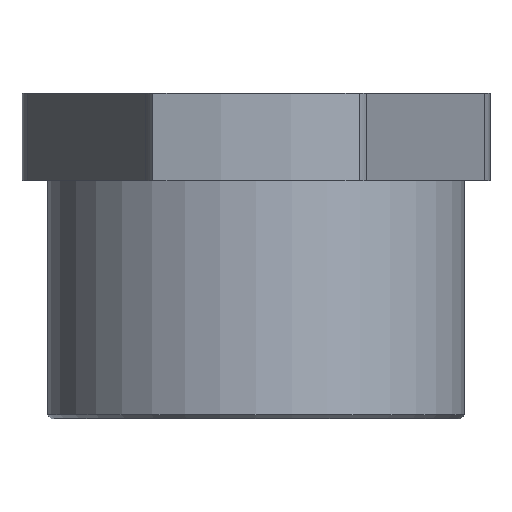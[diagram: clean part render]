
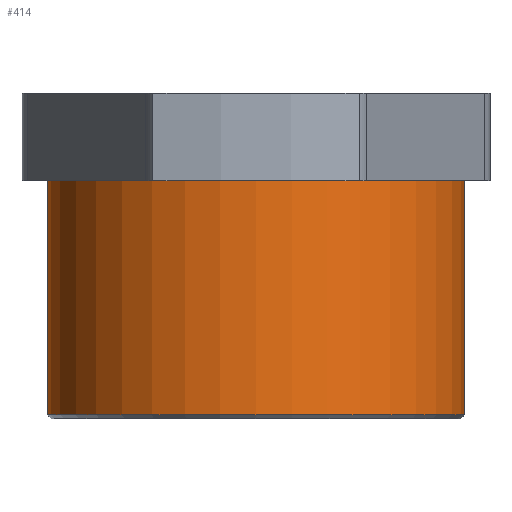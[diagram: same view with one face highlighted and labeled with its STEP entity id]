
A CAD part, front view. The second image highlights one B-rep face of the part: STEP entity #414.
In plain terms, the highlighted cylindrical face has radius 28.5 mm (diameter 57 mm), a full revolution.
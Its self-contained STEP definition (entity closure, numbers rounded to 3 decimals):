
#22=CYLINDRICAL_SURFACE('',#464,28.5);
#111=ORIENTED_EDGE('',*,*,#225,.T.);
#112=ORIENTED_EDGE('',*,*,#208,.T.);
#208=EDGE_CURVE('',#265,#265,#306,.T.);
#225=EDGE_CURVE('',#282,#282,#317,.F.);
#265=VERTEX_POINT('',#646);
#282=VERTEX_POINT('',#681);
#306=CIRCLE('',#453,28.5);
#317=CIRCLE('',#465,28.5);
#337=EDGE_LOOP('',(#111));
#338=EDGE_LOOP('',(#112));
#373=FACE_BOUND('',#337,.T.);
#374=FACE_BOUND('',#338,.T.);
#414=ADVANCED_FACE('',(#373,#374),#22,.T.);
#453=AXIS2_PLACEMENT_3D('',#645,#511,#512);
#464=AXIS2_PLACEMENT_3D('',#679,#539,#540);
#465=AXIS2_PLACEMENT_3D('',#680,#541,#542);
#511=DIRECTION('',(0.,0.,-1.));
#512=DIRECTION('',(1.,0.,0.));
#539=DIRECTION('',(0.,0.,-1.));
#540=DIRECTION('',(-1.,0.,0.));
#541=DIRECTION('',(0.,0.,-1.));
#542=DIRECTION('',(-1.,0.,0.));
#645=CARTESIAN_POINT('',(0.,0.,33.));
#646=CARTESIAN_POINT('',(28.5,0.,33.));
#679=CARTESIAN_POINT('',(0.,0.,33.));
#680=CARTESIAN_POINT('',(0.,0.,1.));
#681=CARTESIAN_POINT('',(-28.5,0.,1.));
